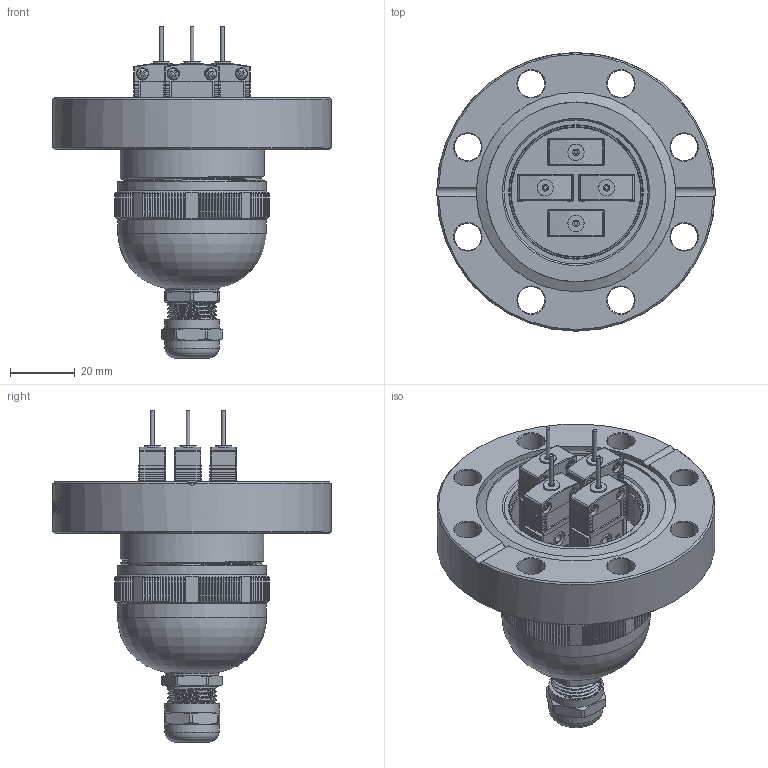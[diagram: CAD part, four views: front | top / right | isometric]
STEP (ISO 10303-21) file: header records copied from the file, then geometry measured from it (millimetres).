
FILE_DESCRIPTION (( 'STEP AP214' ), '1' );
FILE_NAME ('外发模型(带插头+护线筒)-T-CF50-0808K.STEP', '2025-02-14T01:26:59', ( '' ), ( '' ), 'SwSTEP 2.0', 'SolidWorks 2020', '' );
FILE_SCHEMA (( 'AUTOMOTIVE_DESIGN' ));
Length unit declared in the file: millimetre
Products named in the file (15): 俋楷耀倰-FL-T-D445-0808K-D30L282-A1; 誘盄芠-CPC-M44D08-L45; 外发模型(带插头+护线筒)-T-CF50-0808K; SRG-T-KF40-0808K; 俋楷耀倰-埴堵脣え-D20L282-KP+; 囀郋彶踡蛈 4-8; FL-CF50-D445; 俋楷耀倰-T-D445-0808K-D30L282-A1; 囀郋躇猾杶 4-8; 誘盄芠俋褲-CPC-M44D08-L45; 俋楷耀倰-Z-T-D445-0808K-D30L282-A1; 俋楷耀倰-埴堵脣え-D30L282-KN-; 誘盄芠蹟簽-LT8-PG9; 誘盄芠囀郋-FTL8-M12NX; SMPW-K-F
Assembly tree (27 placements, depth 5):
  外发模型(带插头+护线筒)-T-CF50-0808K
    FL-CF50-D445
    俋楷耀倰-Z-T-D445-0808K-D30L282-A1
      俋楷耀倰-T-D445-0808K-D30L282-A1
        俋楷耀倰-FL-T-D445-0808K-D30L282-A1
        俋楷耀倰-埴堵脣え-D20L282-KP+  x4
        俋楷耀倰-埴堵脣え-D30L282-KN-  x4
        SRG-T-KF40-0808K
      SMPW-K-F  x8
      誘盄芠-CPC-M44D08-L45
        誘盄芠俋褲-CPC-M44D08-L45
        誘盄芠囀郋-FTL8-M12NX
          誘盄芠蹟簽-LT8-PG9
          囀郋躇猾杶 4-8
          囀郋彶踡蛈 4-8
Bounding box: 86 x 86 x 102.6 mm (x, y, z)
Volume: 111598.9 mm3; surface area: 68115.6 mm2
Topology: 71 solids, 71 shells, 3339 faces, 9249 edges, 6291 vertices
Faces by surface type: plane 2318, cylinder 720, bspline 141, torus 128, cone 32
Full cylindrical faces by diameter (mm): 1.2 x8, 2 x8, 2.6 x8, 3.533 x16, 3.8 x16, 5 x24, 8.2 x2, 8.4 x8, 8.5 x1, 10 x1, 10.5 x1, 11.6 x1, 12 x1, 12.4 x1, 13.3 x1, 16.6 x1, 16.8 x2, 39.8 x1, 40 x2, 41.2 x1, 42 x1, 44.5 x6, 46 x2, 61.6 x1, 86 x1
Entity records: 43071 total; most frequent: CARTESIAN_POINT 16506, ORIENTED_EDGE 5952, DIRECTION 4410, EDGE_CURVE 2976, VERTEX_POINT 2192, LINE 1532, VECTOR 1532, AXIS2_PLACEMENT_3D 1439
